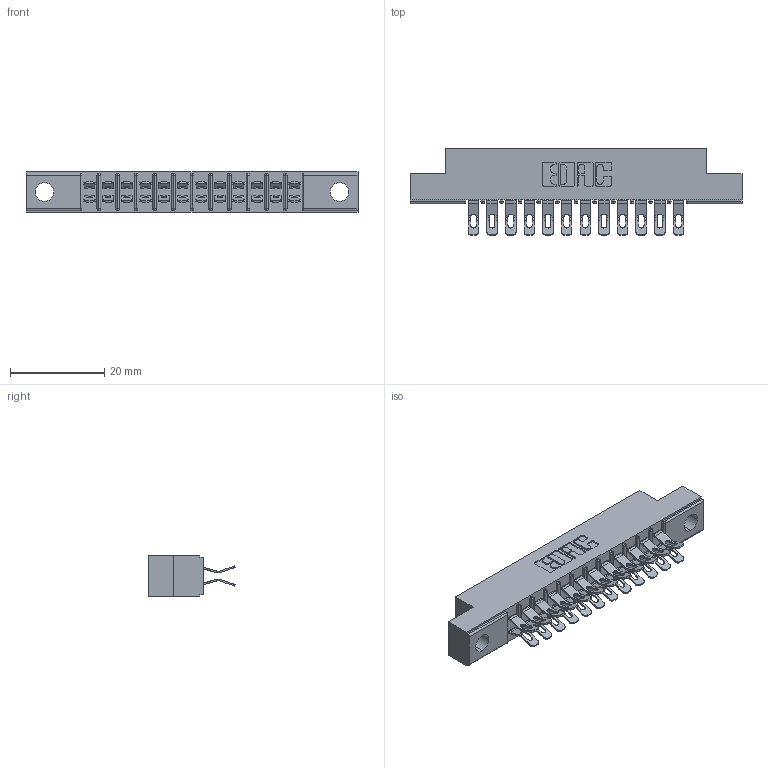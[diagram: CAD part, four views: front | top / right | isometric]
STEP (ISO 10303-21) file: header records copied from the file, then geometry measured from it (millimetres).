
FILE_DESCRIPTION (( 'STEP AP203' ), '1' );
FILE_NAME ('305-024-555-204.STEP', '2019-09-09T14:17:10', ( '' ), ( '' ), 'SwSTEP 2.0', 'SolidWorks 2016', '' );
FILE_SCHEMA (( 'CONFIG_CONTROL_DESIGN' ));
Length unit declared in the file: inch
Products named in the file (3): 305-024-555-204; 305 Part_.156 Dia; 305-290-001_555
Assembly tree (25 placements, depth 2):
  305-024-555-204
    305 Part_.156 Dia
    305-290-001_555  x24
Bounding box: 70.56 x 18.41 x 8.71 mm (x, y, z)
Volume: 4401.6 mm3; surface area: 8043.2 mm2
Topology: 25 solids, 25 shells, 1714 faces, 5092 edges, 3328 vertices
Faces by surface type: plane 850, cylinder 816, sphere 48
Entity records: 17687 total; most frequent: CARTESIAN_POINT 2950, ORIENTED_EDGE 2912, DIRECTION 2864, EDGE_CURVE 1456, VECTOR 1132, LINE 1132, VERTEX_POINT 936, AXIS2_PLACEMENT_3D 866
